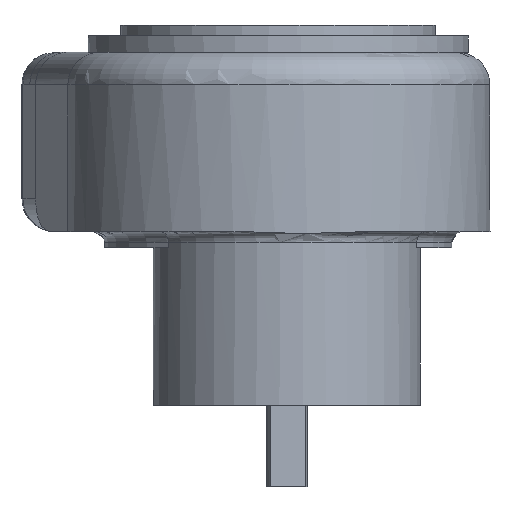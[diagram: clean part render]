
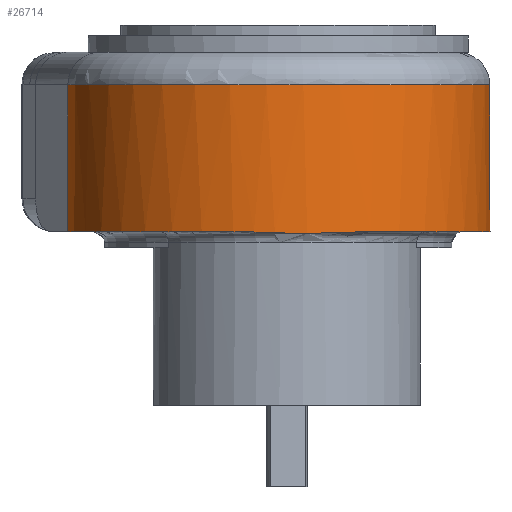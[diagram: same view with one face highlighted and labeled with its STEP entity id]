
A CAD part, left-side view. The second image highlights one B-rep face of the part: STEP entity #26714.
In plain terms, the highlighted cylindrical face has radius 39 mm (diameter 78 mm), a partial arc.
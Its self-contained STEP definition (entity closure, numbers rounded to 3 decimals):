
#210=B_SPLINE_CURVE_WITH_KNOTS('',3,(#45952,#45953,#45954,#45955,#45956,
#45957,#45958,#45959,#45960,#45961,#45962,#45963,#45964,#45965,#45966,#45967),
 .UNSPECIFIED.,.F.,.F.,(4,2,2,2,2,2,2,4),(3.455,3.801,
3.988,4.091,4.181,4.302,4.447,
4.673),.UNSPECIFIED.);
#1589=CYLINDRICAL_SURFACE('',#29060,39.);
#2807=FACE_OUTER_BOUND('',#4333,.T.);
#4333=EDGE_LOOP('',(#23678,#23679,#23680,#23681,#23682,#23683));
#6839=LINE('',#46272,#9239);
#6842=LINE('',#46314,#9242);
#9239=VECTOR('',#35968,10.);
#9242=VECTOR('',#36011,10.);
#10296=CIRCLE('',#28935,39.);
#10298=CIRCLE('',#28937,39.);
#10320=CIRCLE('',#28979,39.);
#12845=VERTEX_POINT('',#45950);
#12846=VERTEX_POINT('',#45951);
#12858=VERTEX_POINT('',#46027);
#12865=VERTEX_POINT('',#46041);
#12886=VERTEX_POINT('',#46153);
#12887=VERTEX_POINT('',#46155);
#16468=EDGE_CURVE('',#12845,#12846,#210,.F.);
#16487=EDGE_CURVE('',#12858,#12845,#10296,.T.);
#16495=EDGE_CURVE('',#12846,#12865,#10298,.T.);
#16534=EDGE_CURVE('',#12886,#12887,#10320,.T.);
#16591=EDGE_CURVE('',#12858,#12886,#6839,.T.);
#16606=EDGE_CURVE('',#12865,#12887,#6842,.T.);
#23678=ORIENTED_EDGE('',*,*,#16534,.F.);
#23679=ORIENTED_EDGE('',*,*,#16591,.F.);
#23680=ORIENTED_EDGE('',*,*,#16487,.T.);
#23681=ORIENTED_EDGE('',*,*,#16468,.T.);
#23682=ORIENTED_EDGE('',*,*,#16495,.T.);
#23683=ORIENTED_EDGE('',*,*,#16606,.T.);
#26714=ADVANCED_FACE('',(#2807),#1589,.T.);
#28935=AXIS2_PLACEMENT_3D('',#46028,#35708,#35709);
#28937=AXIS2_PLACEMENT_3D('',#46043,#35718,#35719);
#28979=AXIS2_PLACEMENT_3D('',#46156,#35815,#35816);
#29060=AXIS2_PLACEMENT_3D('',#46315,#36012,#36013);
#35708=DIRECTION('center_axis',(0.,0.,
1.));
#35709=DIRECTION('ref_axis',(-0.118,0.993,0.));
#35718=DIRECTION('center_axis',(0.,0.,
1.));
#35719=DIRECTION('ref_axis',(-0.118,0.993,0.));
#35815=DIRECTION('center_axis',(0.,0.,
1.));
#35816=DIRECTION('ref_axis',(-0.993,-0.118,0.));
#35968=DIRECTION('',(0.,0.,1.));
#36011=DIRECTION('',(0.,0.,1.));
#36012=DIRECTION('center_axis',(0.,0.,
1.));
#36013=DIRECTION('ref_axis',(-0.118,0.993,0.));
#45950=CARTESIAN_POINT('',(-153.774,369.104,-13.639));
#45951=CARTESIAN_POINT('',(-150.744,343.703,-13.639));
#45952=CARTESIAN_POINT('Ctrl Pts',(-150.744,343.703,-13.639));
#45953=CARTESIAN_POINT('Ctrl Pts',(-151.627,345.517,-13.639));
#45954=CARTESIAN_POINT('Ctrl Pts',(-152.44,347.544,-13.727));
#45955=CARTESIAN_POINT('Ctrl Pts',(-153.453,350.999,-13.871));
#45956=CARTESIAN_POINT('Ctrl Pts',(-153.755,352.246,-13.919));
#45957=CARTESIAN_POINT('Ctrl Pts',(-154.13,354.232,-13.965));
#45958=CARTESIAN_POINT('Ctrl Pts',(-154.246,354.95,-13.976));
#45959=CARTESIAN_POINT('Ctrl Pts',(-154.427,356.325,-13.982));
#45960=CARTESIAN_POINT('Ctrl Pts',(-154.497,356.979,-13.979));
#45961=CARTESIAN_POINT('Ctrl Pts',(-154.622,358.542,-13.958));
#45962=CARTESIAN_POINT('Ctrl Pts',(-154.664,359.454,-13.935));
#45963=CARTESIAN_POINT('Ctrl Pts',(-154.684,361.494,-13.868));
#45964=CARTESIAN_POINT('Ctrl Pts',(-154.648,362.624,-13.821));
#45965=CARTESIAN_POINT('Ctrl Pts',(-154.423,365.544,-13.705));
#45966=CARTESIAN_POINT('Ctrl Pts',(-154.162,367.328,-13.639));
#45967=CARTESIAN_POINT('Ctrl Pts',(-153.774,369.104,-13.639));
#46027=CARTESIAN_POINT('',(-120.295,399.493,-13.639));
#46028=CARTESIAN_POINT('Origin',(-115.675,360.767,-13.639));
#46041=CARTESIAN_POINT('',(-111.056,322.042,-13.639));
#46043=CARTESIAN_POINT('Origin',(-115.675,360.767,-13.639));
#46153=CARTESIAN_POINT('',(-120.295,399.493,13.361));
#46155=CARTESIAN_POINT('',(-111.056,322.042,13.361));
#46156=CARTESIAN_POINT('Origin',(-115.675,360.767,13.361));
#46272=CARTESIAN_POINT('',(-120.295,399.493,-13.639));
#46314=CARTESIAN_POINT('',(-111.056,322.042,-13.639));
#46315=CARTESIAN_POINT('Origin',(-115.675,360.767,-13.639));
